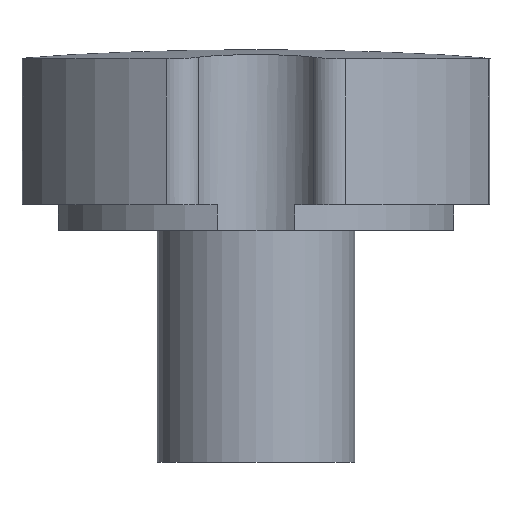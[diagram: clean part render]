
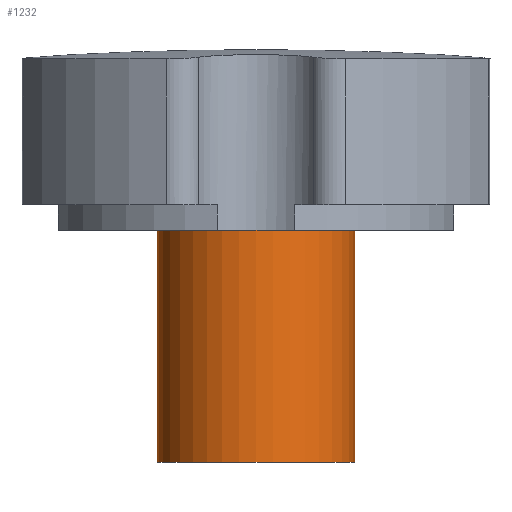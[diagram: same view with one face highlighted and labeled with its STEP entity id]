
A CAD part, front view. The second image highlights one B-rep face of the part: STEP entity #1232.
In plain terms, the highlighted cylindrical face has radius 11.5 mm (diameter 23 mm), a partial arc.
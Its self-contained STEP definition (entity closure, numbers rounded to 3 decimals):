
#2 = DIRECTION ( 'NONE',  ( 0., 0., -1. ) ) ;
#21 = CARTESIAN_POINT ( 'NONE',  ( -11.5, 0., -358.843 ) ) ;
#38 = DIRECTION ( 'NONE',  ( 0., 0., -1. ) ) ;
#43 = ORIENTED_EDGE ( 'NONE', *, *, #1108, .F. ) ;
#126 = CIRCLE ( 'NONE', #713, 11.5 ) ;
#145 = ORIENTED_EDGE ( 'NONE', *, *, #862, .F. ) ;
#232 = CARTESIAN_POINT ( 'NONE',  ( 11.5, 0., -358.843 ) ) ;
#242 = LINE ( 'NONE', #21, #641 ) ;
#243 = CARTESIAN_POINT ( 'NONE',  ( 11.5, 0., -48.053 ) ) ;
#254 = EDGE_CURVE ( 'NONE', #976, #481, #242, .T. ) ;
#277 = CARTESIAN_POINT ( 'NONE',  ( -11.5, 0., -21.053 ) ) ;
#287 = CARTESIAN_POINT ( 'NONE',  ( 11.5, 0., -21.053 ) ) ;
#289 = ORIENTED_EDGE ( 'NONE', *, *, #1010, .T. ) ;
#309 = ORIENTED_EDGE ( 'NONE', *, *, #254, .T. ) ;
#353 = DIRECTION ( 'NONE',  ( -1., 0., 0. ) ) ;
#448 = VERTEX_POINT ( 'NONE', #287 ) ;
#449 = DIRECTION ( 'NONE',  ( 0., 0., -1. ) ) ;
#481 = VERTEX_POINT ( 'NONE', #681 ) ;
#641 = VECTOR ( 'NONE', #2, 1000. ) ;
#660 = LINE ( 'NONE', #232, #836 ) ;
#663 = CIRCLE ( 'NONE', #1286, 11.5 ) ;
#665 = DIRECTION ( 'NONE',  ( 0., 0., -1. ) ) ;
#681 = CARTESIAN_POINT ( 'NONE',  ( -11.5, 0., -48.053 ) ) ;
#713 = AXIS2_PLACEMENT_3D ( 'NONE', #952, #38, #1065 ) ;
#747 = CARTESIAN_POINT ( 'NONE',  ( 0., 0., -48.053 ) ) ;
#772 = DIRECTION ( 'NONE',  ( -1., 0., 0. ) ) ;
#836 = VECTOR ( 'NONE', #449, 1000. ) ;
#851 = AXIS2_PLACEMENT_3D ( 'NONE', #1150, #665, #353 ) ;
#862 = EDGE_CURVE ( 'NONE', #448, #1280, #660, .T. ) ;
#952 = CARTESIAN_POINT ( 'NONE',  ( 0., 0., -21.053 ) ) ;
#976 = VERTEX_POINT ( 'NONE', #277 ) ;
#1010 = EDGE_CURVE ( 'NONE', #448, #976, #126, .T. ) ;
#1065 = DIRECTION ( 'NONE',  ( -1., 0., 0. ) ) ;
#1108 = EDGE_CURVE ( 'NONE', #1280, #481, #663, .T. ) ;
#1150 = CARTESIAN_POINT ( 'NONE',  ( 0., 0., -358.843 ) ) ;
#1203 = DIRECTION ( 'NONE',  ( 0., 0., -1. ) ) ;
#1232 = ADVANCED_FACE ( 'NONE', ( #1343 ), #1363, .T. ) ;
#1280 = VERTEX_POINT ( 'NONE', #243 ) ;
#1286 = AXIS2_PLACEMENT_3D ( 'NONE', #747, #1203, #772 ) ;
#1343 = FACE_OUTER_BOUND ( 'NONE', #1386, .T. ) ;
#1363 = CYLINDRICAL_SURFACE ( 'NONE', #851, 11.5 ) ;
#1386 = EDGE_LOOP ( 'NONE', ( #145, #289, #309, #43 ) ) ;
